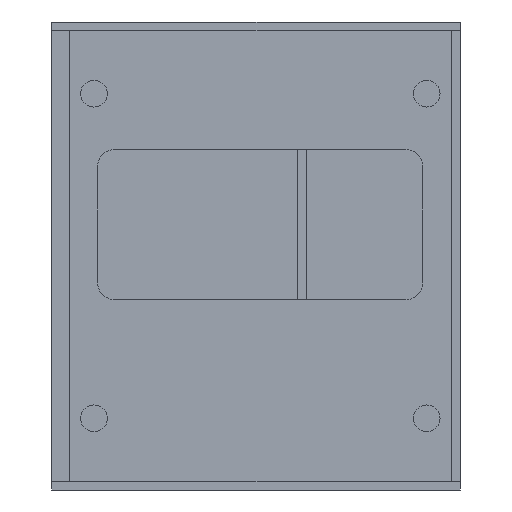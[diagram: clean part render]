
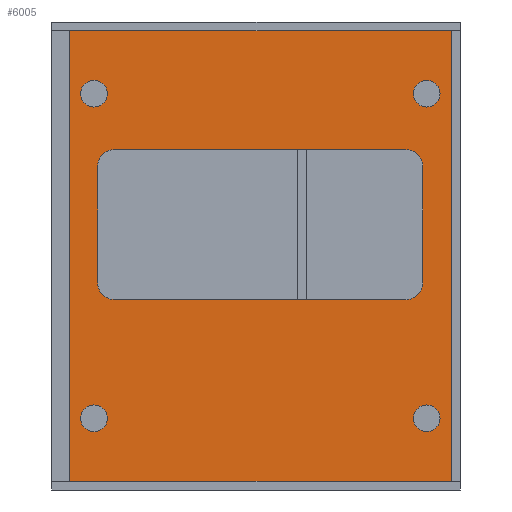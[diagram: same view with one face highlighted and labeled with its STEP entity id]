
A CAD part, left-side view. The second image highlights one B-rep face of the part: STEP entity #6005.
In plain terms, the highlighted planar face has unit normal (-1, 0, 0).
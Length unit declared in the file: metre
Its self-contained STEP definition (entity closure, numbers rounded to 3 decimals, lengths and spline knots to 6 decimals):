
#223=LINE('',#9210,#699);
#226=LINE('',#9224,#702);
#230=LINE('',#9232,#706);
#232=LINE('',#9259,#708);
#234=LINE('',#9267,#710);
#235=LINE('',#9272,#711);
#236=LINE('',#9276,#712);
#237=LINE('',#9280,#713);
#699=VECTOR('',#7238,1.);
#702=VECTOR('',#7251,1.);
#706=VECTOR('',#7257,1.);
#708=VECTOR('',#7287,1.);
#710=VECTOR('',#7297,1.);
#711=VECTOR('',#7300,1.);
#712=VECTOR('',#7303,1.);
#713=VECTOR('',#7306,1.);
#1213=ORIENTED_EDGE('',*,*,#2905,.F.);
#1214=ORIENTED_EDGE('',*,*,#2906,.F.);
#1215=ORIENTED_EDGE('',*,*,#2907,.F.);
#1216=ORIENTED_EDGE('',*,*,#2908,.F.);
#1217=ORIENTED_EDGE('',*,*,#2909,.F.);
#1218=ORIENTED_EDGE('',*,*,#2910,.F.);
#1219=ORIENTED_EDGE('',*,*,#2911,.F.);
#1220=ORIENTED_EDGE('',*,*,#2912,.F.);
#1221=ORIENTED_EDGE('',*,*,#2878,.T.);
#1222=ORIENTED_EDGE('',*,*,#2901,.F.);
#1223=ORIENTED_EDGE('',*,*,#2889,.F.);
#1224=ORIENTED_EDGE('',*,*,#2885,.F.);
#1225=ORIENTED_EDGE('',*,*,#2898,.T.);
#1226=ORIENTED_EDGE('',*,*,#2896,.F.);
#1227=ORIENTED_EDGE('',*,*,#2894,.T.);
#1228=ORIENTED_EDGE('',*,*,#2904,.F.);
#2878=EDGE_CURVE('',#3727,#3726,#223,.T.);
#2885=EDGE_CURVE('',#3727,#3733,#226,.T.);
#2889=EDGE_CURVE('',#3733,#3736,#230,.T.);
#2894=EDGE_CURVE('',#3740,#3740,#4334,.T.);
#2896=EDGE_CURVE('',#3742,#3742,#4336,.T.);
#2898=EDGE_CURVE('',#3744,#3744,#4338,.T.);
#2901=EDGE_CURVE('',#3736,#3726,#232,.T.);
#2904=EDGE_CURVE('',#3748,#3748,#4342,.T.);
#2905=EDGE_CURVE('',#3749,#3750,#234,.T.);
#2906=EDGE_CURVE('',#3751,#3749,#4343,.F.);
#2907=EDGE_CURVE('',#3752,#3751,#235,.T.);
#2908=EDGE_CURVE('',#3753,#3752,#4344,.F.);
#2909=EDGE_CURVE('',#3754,#3753,#236,.T.);
#2910=EDGE_CURVE('',#3755,#3754,#4345,.F.);
#2911=EDGE_CURVE('',#3756,#3755,#237,.T.);
#2912=EDGE_CURVE('',#3750,#3756,#4346,.F.);
#3726=VERTEX_POINT('',#9209);
#3727=VERTEX_POINT('',#9211);
#3733=VERTEX_POINT('',#9225);
#3736=VERTEX_POINT('',#9233);
#3740=VERTEX_POINT('',#9243);
#3742=VERTEX_POINT('',#9248);
#3744=VERTEX_POINT('',#9253);
#3748=VERTEX_POINT('',#9265);
#3749=VERTEX_POINT('',#9268);
#3750=VERTEX_POINT('',#9269);
#3751=VERTEX_POINT('',#9271);
#3752=VERTEX_POINT('',#9273);
#3753=VERTEX_POINT('',#9275);
#3754=VERTEX_POINT('',#9277);
#3755=VERTEX_POINT('',#9279);
#3756=VERTEX_POINT('',#9281);
#4334=CIRCLE('',#6484,0.00235);
#4336=CIRCLE('',#6487,0.00235);
#4338=CIRCLE('',#6490,0.00235);
#4342=CIRCLE('',#6496,0.00235);
#4343=CIRCLE('',#6498,0.003);
#4344=CIRCLE('',#6499,0.003);
#4345=CIRCLE('',#6500,0.003);
#4346=CIRCLE('',#6501,0.003);
#4715=EDGE_LOOP('',(#1213,#1214,#1215,#1216,#1217,#1218,#1219,#1220));
#4716=EDGE_LOOP('',(#1221,#1222,#1223,#1224));
#4717=EDGE_LOOP('',(#1225));
#4718=EDGE_LOOP('',(#1226));
#4719=EDGE_LOOP('',(#1227));
#4720=EDGE_LOOP('',(#1228));
#5277=FACE_BOUND('',#4715,.T.);
#5278=FACE_BOUND('',#4716,.T.);
#5279=FACE_BOUND('',#4717,.T.);
#5280=FACE_BOUND('',#4718,.T.);
#5281=FACE_BOUND('',#4719,.T.);
#5282=FACE_BOUND('',#4720,.T.);
#5822=PLANE('',#6497);
#6005=ADVANCED_FACE('',(#5277,#5278,#5279,#5280,#5281,#5282),#5822,.T.);
#6484=AXIS2_PLACEMENT_3D('',#9242,#7267,#7268);
#6487=AXIS2_PLACEMENT_3D('',#9247,#7273,#7274);
#6490=AXIS2_PLACEMENT_3D('',#9252,#7279,#7280);
#6496=AXIS2_PLACEMENT_3D('',#9264,#7293,#7294);
#6497=AXIS2_PLACEMENT_3D('',#9266,#7295,#7296);
#6498=AXIS2_PLACEMENT_3D('',#9270,#7298,#7299);
#6499=AXIS2_PLACEMENT_3D('',#9274,#7301,#7302);
#6500=AXIS2_PLACEMENT_3D('',#9278,#7304,#7305);
#6501=AXIS2_PLACEMENT_3D('',#9282,#7307,#7308);
#7238=DIRECTION('',(0.,1.,0.));
#7251=DIRECTION('',(0.,0.,-1.));
#7257=DIRECTION('',(0.,1.,0.));
#7267=DIRECTION('',(1.,0.,0.));
#7268=DIRECTION('',(0.,0.,-1.));
#7273=DIRECTION('',(-1.,0.,0.));
#7274=DIRECTION('',(0.,0.,-1.));
#7279=DIRECTION('',(1.,0.,0.));
#7280=DIRECTION('',(0.,0.,-1.));
#7287=DIRECTION('',(0.,0.,1.));
#7293=DIRECTION('',(-1.,0.,0.));
#7294=DIRECTION('',(0.,0.,-1.));
#7295=DIRECTION('',(-1.,0.,0.));
#7296=DIRECTION('',(0.,1.,0.));
#7297=DIRECTION('',(0.,0.,1.));
#7298=DIRECTION('',(1.,0.,0.));
#7299=DIRECTION('',(0.,0.,-1.));
#7300=DIRECTION('',(0.,-1.,0.));
#7301=DIRECTION('',(1.,0.,0.));
#7302=DIRECTION('',(0.,0.,-1.));
#7303=DIRECTION('',(0.,0.,-1.));
#7304=DIRECTION('',(1.,0.,0.));
#7305=DIRECTION('',(0.,0.,-1.));
#7306=DIRECTION('',(0.,1.,0.));
#7307=DIRECTION('',(1.,0.,0.));
#7308=DIRECTION('',(0.,0.,-1.));
#9209=CARTESIAN_POINT('',(-0.1175,0.067,0.0395));
#9210=CARTESIAN_POINT('',(-0.1175,0.0335,0.0395));
#9211=CARTESIAN_POINT('',(-0.1175,0.,0.0395));
#9224=CARTESIAN_POINT('',(-0.1175,0.,0.));
#9225=CARTESIAN_POINT('',(-0.1175,0.,-0.0395));
#9232=CARTESIAN_POINT('',(-0.1175,0.0335,-0.0395));
#9233=CARTESIAN_POINT('',(-0.1175,0.067,-0.0395));
#9242=CARTESIAN_POINT('',(-0.1175,0.06265,-0.02845));
#9243=CARTESIAN_POINT('',(-0.1175,0.06265,-0.0308));
#9247=CARTESIAN_POINT('',(-0.1175,0.06265,0.02845));
#9248=CARTESIAN_POINT('',(-0.1175,0.06265,0.0261));
#9252=CARTESIAN_POINT('',(-0.1175,0.00435,0.02845));
#9253=CARTESIAN_POINT('',(-0.1175,0.00435,0.0261));
#9259=CARTESIAN_POINT('',(-0.1175,0.067,0.));
#9264=CARTESIAN_POINT('',(-0.1175,0.00435,-0.02845));
#9265=CARTESIAN_POINT('',(-0.1175,0.00435,-0.0308));
#9266=CARTESIAN_POINT('',(-0.1175,0.03275,0.));
#9267=CARTESIAN_POINT('',(-0.1175,0.005,0.0055));
#9268=CARTESIAN_POINT('',(-0.1175,0.005,-0.00465));
#9269=CARTESIAN_POINT('',(-0.1175,0.005,0.01565));
#9270=CARTESIAN_POINT('',(-0.1175,0.008,-0.00465));
#9271=CARTESIAN_POINT('',(-0.1175,0.008,-0.00765));
#9272=CARTESIAN_POINT('',(-0.1175,0.0335,-0.00765));
#9273=CARTESIAN_POINT('',(-0.1175,0.059,-0.00765));
#9274=CARTESIAN_POINT('',(-0.1175,0.059,-0.00465));
#9275=CARTESIAN_POINT('',(-0.1175,0.062,-0.00465));
#9276=CARTESIAN_POINT('',(-0.1175,0.062,0.0055));
#9277=CARTESIAN_POINT('',(-0.1175,0.062,0.01565));
#9278=CARTESIAN_POINT('',(-0.1175,0.059,0.01565));
#9279=CARTESIAN_POINT('',(-0.1175,0.059,0.01865));
#9280=CARTESIAN_POINT('',(-0.1175,0.0335,0.01865));
#9281=CARTESIAN_POINT('',(-0.1175,0.008,0.01865));
#9282=CARTESIAN_POINT('',(-0.1175,0.008,0.01565));
